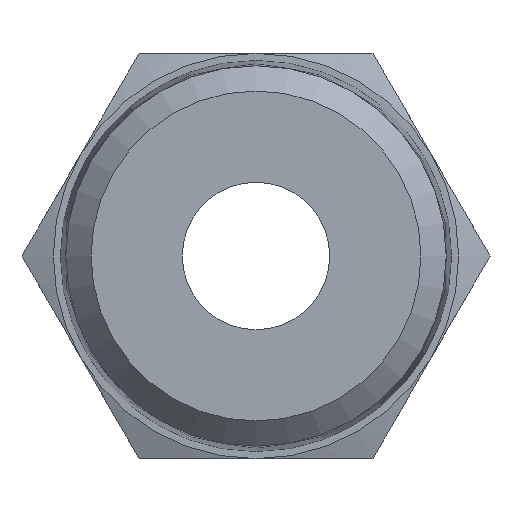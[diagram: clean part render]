
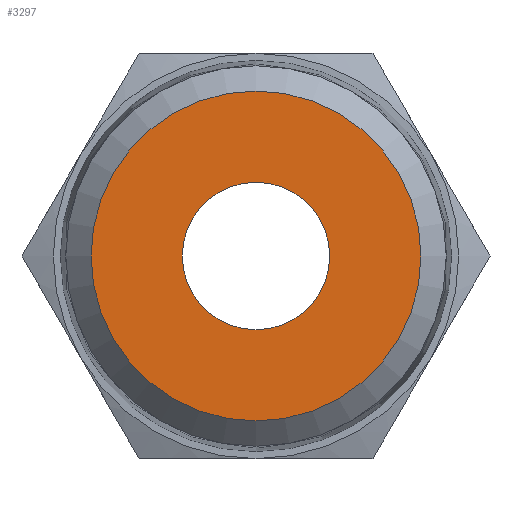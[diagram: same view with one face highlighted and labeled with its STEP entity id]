
A CAD part, left-side view. The second image highlights one B-rep face of the part: STEP entity #3297.
In plain terms, the highlighted planar face has unit normal (-1, 0, 0).
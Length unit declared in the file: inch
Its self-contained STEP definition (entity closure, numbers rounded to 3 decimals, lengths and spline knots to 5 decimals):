
#3146=CARTESIAN_POINT('',(-0.922,-0.25,0.0));
#3147=VERTEX_POINT('',#3146);
#3148=CARTESIAN_POINT('',(-0.922,0.,0.0));
#3149=DIRECTION('',(1.0,0.0,0.0));
#3150=DIRECTION('',(0.0,-1.0,0.0));
#3151=AXIS2_PLACEMENT_3D('',#3148,#3149,#3150);
#3152=CIRCLE('',#3151,0.25);
#3153=EDGE_CURVE('',#3147,#3147,#3152,.T.);
#3243=CARTESIAN_POINT('',(-0.922,0.,0.55969));
#3244=VERTEX_POINT('',#3243);
#3245=CARTESIAN_POINT('',(-0.922,0.,0.0));
#3246=DIRECTION('',(1.0,0.0,0.0));
#3247=DIRECTION('',(0.0,0.0,-1.0));
#3248=AXIS2_PLACEMENT_3D('',#3245,#3246,#3247);
#3249=CIRCLE('',#3248,0.55969);
#3250=EDGE_CURVE('',#3244,#3244,#3249,.T.);
#3286=CARTESIAN_POINT('',(-0.922,0.,0.0));
#3287=DIRECTION('',(1.0,0.0,0.0));
#3288=DIRECTION('',(0.0,0.0,-1.0));
#3289=AXIS2_PLACEMENT_3D('',#3286,#3287,#3288);
#3290=PLANE('',#3289);
#3291=ORIENTED_EDGE('',*,*,#3250,.F.);
#3292=EDGE_LOOP('',(#3291));
#3293=FACE_OUTER_BOUND('',#3292,.T.);
#3294=ORIENTED_EDGE('',*,*,#3153,.T.);
#3295=EDGE_LOOP('',(#3294));
#3296=FACE_BOUND('',#3295,.T.);
#3297=ADVANCED_FACE('',(#3293,#3296),#3290,.F.);
